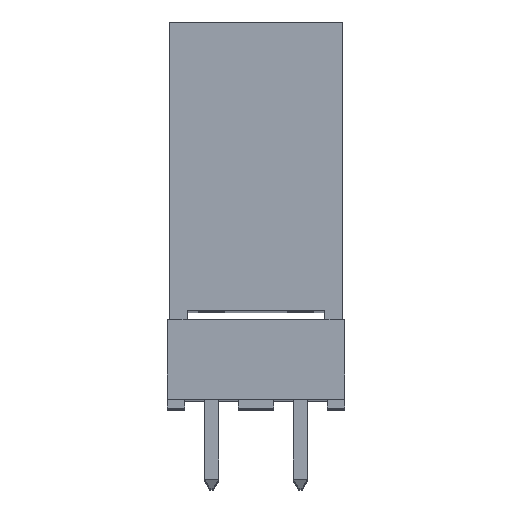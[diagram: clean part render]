
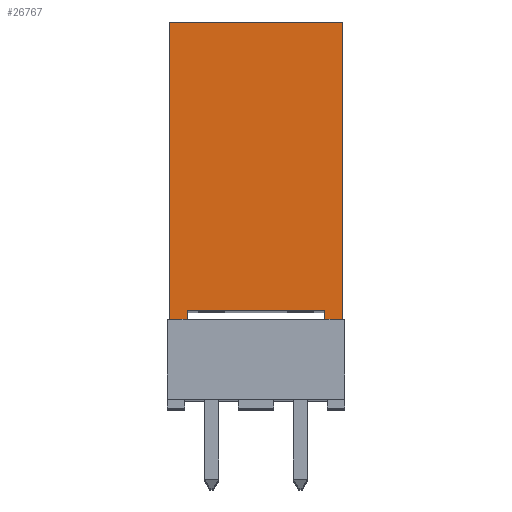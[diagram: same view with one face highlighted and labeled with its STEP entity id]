
A CAD part, top view. The second image highlights one B-rep face of the part: STEP entity #26767.
In plain terms, the highlighted planar face has unit normal (0, 0, 1).
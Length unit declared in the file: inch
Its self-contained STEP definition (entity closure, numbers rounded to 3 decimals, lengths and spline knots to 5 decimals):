
#1681 = VERTEX_POINT ( 'NONE', #3966 ) ;
#3032 = LINE ( 'NONE', #3067, #28949 ) ;
#3067 = CARTESIAN_POINT ( 'NONE',  ( -0.0975, 0., 0.66 ) ) ;
#3966 = CARTESIAN_POINT ( 'NONE',  ( -0.0775, 0.01, 0.66 ) ) ;
#4303 = ORIENTED_EDGE ( 'NONE', *, *, #11195, .F. ) ;
#4672 = VECTOR ( 'NONE', #39449, 39.37008 ) ;
#5762 = VECTOR ( 'NONE', #9884, 39.37008 ) ;
#6118 = ORIENTED_EDGE ( 'NONE', *, *, #11428, .F. ) ;
#6782 = VECTOR ( 'NONE', #16514, 39.37008 ) ;
#7465 = LINE ( 'NONE', #11354, #8511 ) ;
#7556 = CARTESIAN_POINT ( 'NONE',  ( -0.0975, 0., 0.66 ) ) ;
#8099 = EDGE_CURVE ( 'NONE', #23687, #11630, #7465, .T. ) ;
#8494 = EDGE_CURVE ( 'NONE', #20346, #43677, #3032, .T. ) ;
#8511 = VECTOR ( 'NONE', #18407, 39.37008 ) ;
#9213 = DIRECTION ( 'NONE',  ( 0., -1., 0. ) ) ;
#9246 = CARTESIAN_POINT ( 'NONE',  ( -0.0775, 0.01, 0.66 ) ) ;
#9506 = ORIENTED_EDGE ( 'NONE', *, *, #8494, .T. ) ;
#9719 = ORIENTED_EDGE ( 'NONE', *, *, #11542, .F. ) ;
#9802 = CARTESIAN_POINT ( 'NONE',  ( 0.0975, 0.335, 0.66 ) ) ;
#9884 = DIRECTION ( 'NONE',  ( -1., 0., 0. ) ) ;
#10093 = CARTESIAN_POINT ( 'NONE',  ( 0.0775, 0.01, 0.66 ) ) ;
#11061 = EDGE_CURVE ( 'NONE', #1681, #11630, #28499, .T. ) ;
#11195 = EDGE_CURVE ( 'NONE', #24952, #1681, #41777, .T. ) ;
#11199 = EDGE_CURVE ( 'NONE', #20346, #24952, #22614, .T. ) ;
#11354 = CARTESIAN_POINT ( 'NONE',  ( -0.0975, 0., 0.66 ) ) ;
#11428 = EDGE_CURVE ( 'NONE', #26895, #43677, #41736, .T. ) ;
#11542 = EDGE_CURVE ( 'NONE', #40380, #26895, #32651, .T. ) ;
#11611 = EDGE_CURVE ( 'NONE', #40380, #23687, #30535, .T. ) ;
#11630 = VERTEX_POINT ( 'NONE', #16255 ) ;
#12311 = CARTESIAN_POINT ( 'NONE',  ( -0.0975, 0.335, 0.66 ) ) ;
#12349 = DIRECTION ( 'NONE',  ( 0., 0., -1. ) ) ;
#12401 = DIRECTION ( 'NONE',  ( -1., 0., 0. ) ) ;
#12912 = PLANE ( 'NONE',  #18215 ) ;
#14435 = CARTESIAN_POINT ( 'NONE',  ( -0.0975, 0.335, 0.66 ) ) ;
#14722 = VECTOR ( 'NONE', #36277, 39.37008 ) ;
#15139 = CARTESIAN_POINT ( 'NONE',  ( 0.0975, 0.335, 0.66 ) ) ;
#16255 = CARTESIAN_POINT ( 'NONE',  ( -0.0775, 0., 0.66 ) ) ;
#16514 = DIRECTION ( 'NONE',  ( 1., 0., 0. ) ) ;
#17694 = DIRECTION ( 'NONE',  ( 0., -1., 0. ) ) ;
#17786 = CARTESIAN_POINT ( 'NONE',  ( -0.0975, 0.335, 0.66 ) ) ;
#18173 = CARTESIAN_POINT ( 'NONE',  ( 0.0775, 0., 0.66 ) ) ;
#18215 = AXIS2_PLACEMENT_3D ( 'NONE', #12311, #12349, #12401 ) ;
#18407 = DIRECTION ( 'NONE',  ( 1., 0., 0. ) ) ;
#18750 = EDGE_LOOP ( 'NONE', ( #43294, #4303, #24433, #9506, #6118, #9719, #20273, #32444 ) ) ;
#20273 = ORIENTED_EDGE ( 'NONE', *, *, #11611, .T. ) ;
#20346 = VERTEX_POINT ( 'NONE', #18173 ) ;
#21475 = VECTOR ( 'NONE', #17694, 39.37008 ) ;
#22614 = LINE ( 'NONE', #10093, #4672 ) ;
#23114 = CARTESIAN_POINT ( 'NONE',  ( -0.0775, 0.01, 0.66 ) ) ;
#23687 = VERTEX_POINT ( 'NONE', #7556 ) ;
#24433 = ORIENTED_EDGE ( 'NONE', *, *, #11199, .F. ) ;
#24952 = VERTEX_POINT ( 'NONE', #42352 ) ;
#26767 = ADVANCED_FACE ( 'NONE', ( #42132 ), #12912, .F. ) ;
#26895 = VERTEX_POINT ( 'NONE', #15139 ) ;
#28499 = LINE ( 'NONE', #9246, #32174 ) ;
#28896 = DIRECTION ( 'NONE',  ( 1., 0., 0. ) ) ;
#28949 = VECTOR ( 'NONE', #28896, 39.37008 ) ;
#30535 = LINE ( 'NONE', #17786, #21475 ) ;
#30699 = CARTESIAN_POINT ( 'NONE',  ( -0.0975, 0.335, 0.66 ) ) ;
#32174 = VECTOR ( 'NONE', #9213, 39.37008 ) ;
#32444 = ORIENTED_EDGE ( 'NONE', *, *, #8099, .T. ) ;
#32651 = LINE ( 'NONE', #14435, #6782 ) ;
#36277 = DIRECTION ( 'NONE',  ( 0., -1., 0. ) ) ;
#38200 = CARTESIAN_POINT ( 'NONE',  ( 0.0975, 0., 0.66 ) ) ;
#39449 = DIRECTION ( 'NONE',  ( 0., 1., 0. ) ) ;
#40380 = VERTEX_POINT ( 'NONE', #30699 ) ;
#41736 = LINE ( 'NONE', #9802, #14722 ) ;
#41777 = LINE ( 'NONE', #23114, #5762 ) ;
#42132 = FACE_OUTER_BOUND ( 'NONE', #18750, .T. ) ;
#42352 = CARTESIAN_POINT ( 'NONE',  ( 0.0775, 0.01, 0.66 ) ) ;
#43294 = ORIENTED_EDGE ( 'NONE', *, *, #11061, .F. ) ;
#43677 = VERTEX_POINT ( 'NONE', #38200 ) ;
